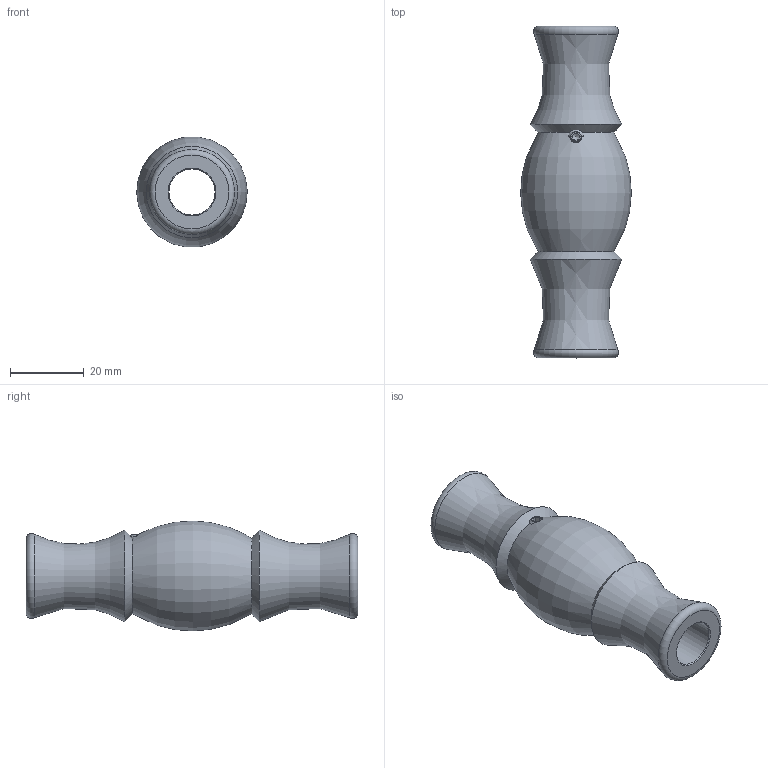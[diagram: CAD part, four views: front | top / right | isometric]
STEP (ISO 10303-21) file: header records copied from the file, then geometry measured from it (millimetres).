
FILE_DESCRIPTION (( 'STEP AP203' ), '1' );
FILE_NAME ('2256-VA.STEP', '2019-11-21T13:41:31', ( '' ), ( '' ), 'SwSTEP 2.0', 'SolidWorks 2015', '' );
FILE_SCHEMA (( 'CONFIG_CONTROL_DESIGN' ));
Length unit declared in the file: millimetre
Products named in the file (6): 2256-VA Teil1_2256-VA Teil1; DIN913_DIN 913 M4x5; 2256-VA Teil1; 2256-VA; DIN913
Assembly tree (4 placements, depth 2):
  2256-VA
    2256-VA Teil1_2256-VA Teil1
    DIN913_DIN 913 M4x5
  2256-VA
    DIN913
    2256-VA Teil1
Bounding box: 30 x 90 x 29.81 mm (x, y, z)
Volume: 25664.7 mm3; surface area: 10906 mm2
Topology: 2 solids, 2 shells, 225 faces, 597 edges, 396 vertices
Faces by surface type: plane 113, bspline 77, cylinder 23, cone 7, torus 5
Full cylindrical faces by diameter (mm): 3.3 x1, 4 x1, 12.5 x1
Entity records: 12376 total; most frequent: CARTESIAN_POINT 6870, ORIENTED_EDGE 1142, DIRECTION 782, EDGE_CURVE 571, VERTEX_POINT 384, VECTOR 282, LINE 282, EDGE_LOOP 263
